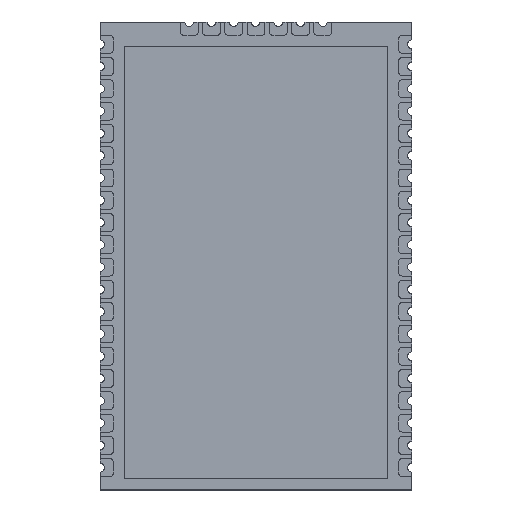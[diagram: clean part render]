
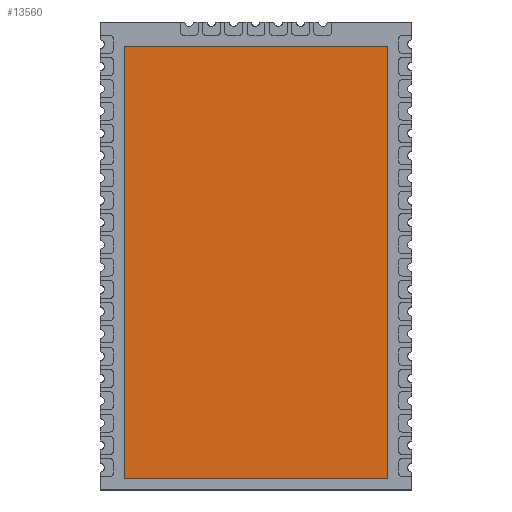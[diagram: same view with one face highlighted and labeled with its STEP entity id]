
A CAD part, top view. The second image highlights one B-rep face of the part: STEP entity #13560.
In plain terms, the highlighted planar face has unit normal (0, 0, 1).
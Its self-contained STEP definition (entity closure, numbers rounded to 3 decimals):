
#1121=FACE_OUTER_BOUND('',#1885,.T.);
#1885=EDGE_LOOP('',(#10478,#10479,#10480,#10481));
#3031=LINE('',#21082,#4559);
#3034=LINE('',#21087,#4562);
#3036=LINE('',#21091,#4564);
#3037=LINE('',#21093,#4565);
#4559=VECTOR('',#16979,10.);
#4562=VECTOR('',#16984,10.);
#4564=VECTOR('',#16988,10.);
#4565=VECTOR('',#16991,10.);
#5988=VERTEX_POINT('',#21079);
#5989=VERTEX_POINT('',#21081);
#5990=VERTEX_POINT('',#21085);
#5991=VERTEX_POINT('',#21089);
#7607=EDGE_CURVE('',#5989,#5988,#3031,.T.);
#7610=EDGE_CURVE('',#5988,#5990,#3034,.T.);
#7612=EDGE_CURVE('',#5990,#5991,#3036,.T.);
#7613=EDGE_CURVE('',#5991,#5989,#3037,.T.);
#10478=ORIENTED_EDGE('',*,*,#7613,.T.);
#10479=ORIENTED_EDGE('',*,*,#7607,.T.);
#10480=ORIENTED_EDGE('',*,*,#7610,.T.);
#10481=ORIENTED_EDGE('',*,*,#7612,.T.);
#12937=PLANE('',#14587);
#13560=ADVANCED_FACE('',(#1121),#12937,.T.);
#14587=AXIS2_PLACEMENT_3D('',#21094,#16992,#16993);
#16979=DIRECTION('',(0.,1.,0.));
#16984=DIRECTION('',(-1.,0.,0.));
#16988=DIRECTION('',(0.,-1.,0.));
#16991=DIRECTION('',(1.,0.,0.));
#16992=DIRECTION('center_axis',(0.,0.,1.));
#16993=DIRECTION('ref_axis',(1.,0.,0.));
#21079=CARTESIAN_POINT('',(16.36,25.25,3.34));
#21081=CARTESIAN_POINT('',(16.36,0.66,3.34));
#21082=CARTESIAN_POINT('',(16.36,25.25,3.34));
#21085=CARTESIAN_POINT('',(1.42,25.25,3.34));
#21087=CARTESIAN_POINT('',(1.42,25.25,3.34));
#21089=CARTESIAN_POINT('',(1.42,0.66,3.34));
#21091=CARTESIAN_POINT('',(1.42,0.66,3.34));
#21093=CARTESIAN_POINT('',(16.36,0.66,3.34));
#21094=CARTESIAN_POINT('Origin',(8.89,12.955,3.34));
